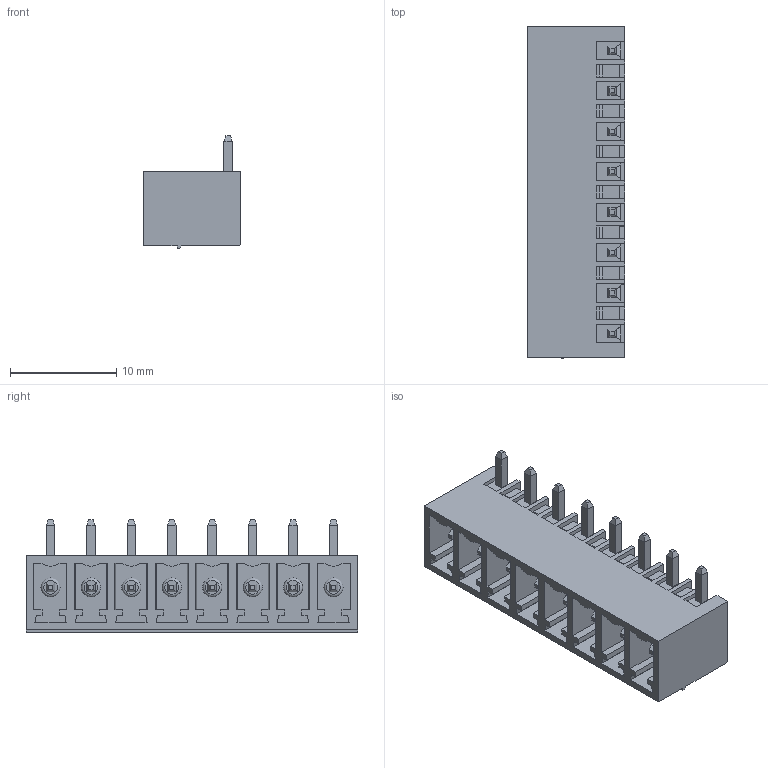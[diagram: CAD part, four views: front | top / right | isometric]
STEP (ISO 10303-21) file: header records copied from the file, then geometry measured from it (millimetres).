
FILE_DESCRIPTION(('STEP AP214'),'1');
FILE_NAME('PV08-3,81-H-P.stp','2021-04-06T10:58:26',(' '),(' '),'Spatial InterOp 3D',' ',' ');
FILE_SCHEMA(('AUTOMOTIVE_DESIGN { 1 0 10303 214 1 1 1 1 }'));
Length unit declared in the file: metre
Products named in the file (1): 1617710805
Bounding box: 9.2 x 31.28 x 10.65 mm (x, y, z)
Volume: 1144.6 mm3; surface area: 2573 mm2
Topology: 1 solids, 1 shells, 427 faces, 1139 edges, 738 vertices
Faces by surface type: plane 402, cylinder 17, torus 8
Full cylindrical faces by diameter (mm): 1.8 x8
Entity records: 16244 total; most frequent: CARTESIAN_POINT 2273, ORIENTED_EDGE 2230, DIRECTION 2013, EDGE_CURVE 1115, LINE 1073, VECTOR 1073, VERTEX_POINT 730, AXIS2_PLACEMENT_3D 470
